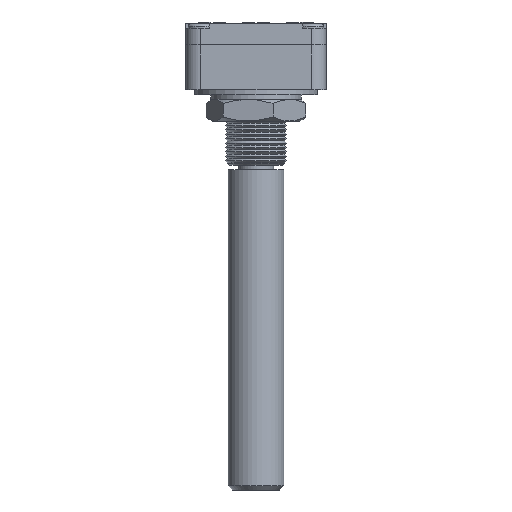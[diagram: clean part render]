
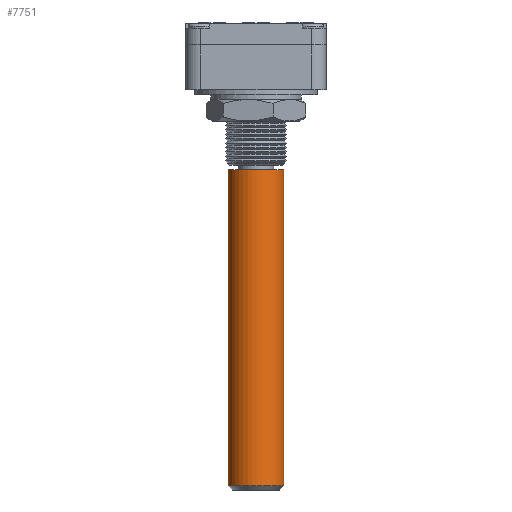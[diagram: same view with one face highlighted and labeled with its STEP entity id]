
A CAD part, front view. The second image highlights one B-rep face of the part: STEP entity #7751.
In plain terms, the highlighted cylindrical face has radius 3.175 mm (diameter 6.35 mm), a full revolution.
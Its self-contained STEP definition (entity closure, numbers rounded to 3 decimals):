
#1011 = FACE_OUTER_BOUND ( 'NONE', #14230, .T. ) ;
#2068 = CIRCLE ( 'NONE', #11938, 3.175 ) ;
#3095 = DIRECTION ( 'NONE',  ( 0., 0., 1. ) ) ;
#3291 = EDGE_CURVE ( 'NONE', #10081, #10081, #3777, .T. ) ;
#3477 = CARTESIAN_POINT ( 'NONE',  ( 3.175, 0., 0.5 ) ) ;
#3777 = CIRCLE ( 'NONE', #14154, 3.175 ) ;
#4517 = AXIS2_PLACEMENT_3D ( 'NONE', #5288, #5241, #5426 ) ;
#4567 = DIRECTION ( 'NONE',  ( 1., 0., 0. ) ) ;
#4632 = DIRECTION ( 'NONE',  ( 0., 0., 1. ) ) ;
#4681 = CARTESIAN_POINT ( 'NONE',  ( 0., 0., 36.5 ) ) ;
#5241 = DIRECTION ( 'NONE',  ( 0., 0., -1. ) ) ;
#5288 = CARTESIAN_POINT ( 'NONE',  ( 0., 0., 36.5 ) ) ;
#5426 = DIRECTION ( 'NONE',  ( -1., 0., 0. ) ) ;
#7621 = FACE_OUTER_BOUND ( 'NONE', #11762, .T. ) ;
#7751 = ADVANCED_FACE ( 'NONE', ( #7621, #1011 ), #10684, .T. ) ;
#9711 = ORIENTED_EDGE ( 'NONE', *, *, #3291, .F. ) ;
#10081 = VERTEX_POINT ( 'NONE', #12351 ) ;
#10684 = CYLINDRICAL_SURFACE ( 'NONE', #4517, 3.175 ) ;
#10958 = CARTESIAN_POINT ( 'NONE',  ( 0., 0., 0.5 ) ) ;
#11762 = EDGE_LOOP ( 'NONE', ( #15511 ) ) ;
#11938 = AXIS2_PLACEMENT_3D ( 'NONE', #10958, #3095, #12304 ) ;
#12304 = DIRECTION ( 'NONE',  ( 1., 0., 0. ) ) ;
#12351 = CARTESIAN_POINT ( 'NONE',  ( 3.175, 0., 36.5 ) ) ;
#13989 = VERTEX_POINT ( 'NONE', #3477 ) ;
#14154 = AXIS2_PLACEMENT_3D ( 'NONE', #4681, #4632, #4567 ) ;
#14230 = EDGE_LOOP ( 'NONE', ( #9711 ) ) ;
#15177 = EDGE_CURVE ( 'NONE', #13989, #13989, #2068, .T. ) ;
#15511 = ORIENTED_EDGE ( 'NONE', *, *, #15177, .T. ) ;
